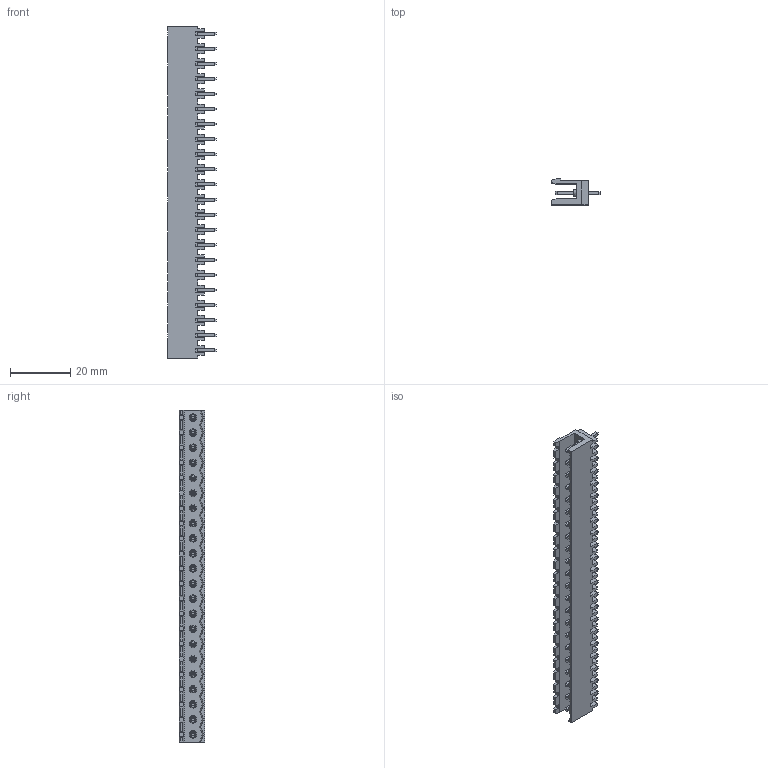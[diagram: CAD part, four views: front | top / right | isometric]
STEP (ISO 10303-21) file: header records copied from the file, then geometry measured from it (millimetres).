
FILE_DESCRIPTION(('STEP AP214'),'1');
FILE_NAME('PV22-5-V.stp','2021-03-31T15:26:59',(' '),(' '),'Spatial InterOp 3D',' ',' ');
FILE_SCHEMA(('automotive_design'));
Length unit declared in the file: metre
Products named in the file (1): 1
Bounding box: 16.2 x 8.5 x 110 mm (x, y, z)
Volume: 4743.5 mm3; surface area: 8969.8 mm2
Topology: 1 solids, 1 shells, 1117 faces, 2830 edges, 1806 vertices
Faces by surface type: plane 1046, cone 44, cylinder 26, extrusion 1
Entity records: 41366 total; most frequent: CARTESIAN_POINT 5838, ORIENTED_EDGE 5572, DIRECTION 5093, EDGE_CURVE 2786, VECTOR 2623, LINE 2622, VERTEX_POINT 1784, AXIS2_PLACEMENT_3D 1235
